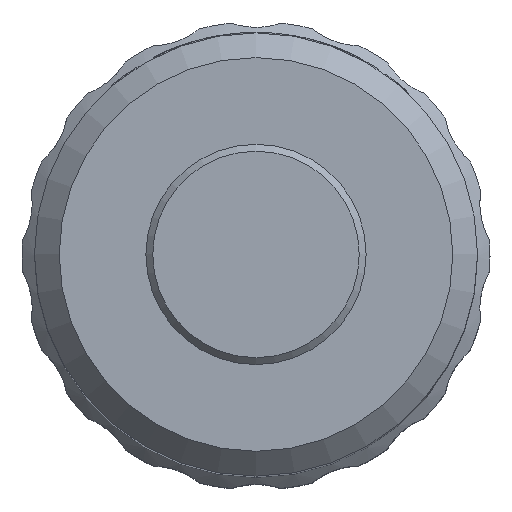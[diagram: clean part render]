
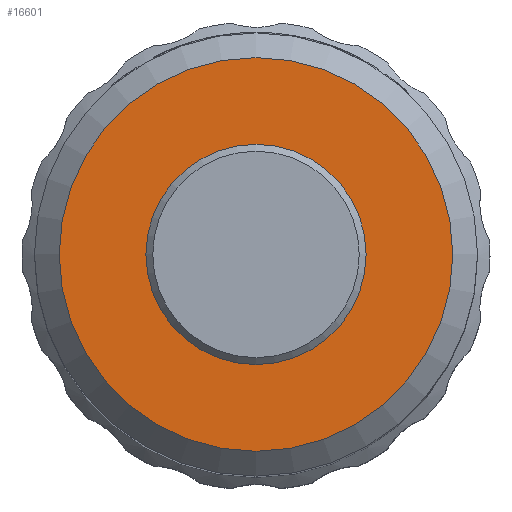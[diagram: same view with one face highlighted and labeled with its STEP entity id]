
A CAD part, top view. The second image highlights one B-rep face of the part: STEP entity #16601.
In plain terms, the highlighted planar face has unit normal (0, 0, 1).
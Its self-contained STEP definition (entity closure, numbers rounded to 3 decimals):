
#1815 = ORIENTED_EDGE ( 'NONE', *, *, #35009, .F. ) ;
#3499 = EDGE_LOOP ( 'NONE', ( #5206 ) ) ;
#5206 = ORIENTED_EDGE ( 'NONE', *, *, #23998, .T. ) ;
#6175 = VERTEX_POINT ( 'NONE', #34072 ) ;
#6959 = CARTESIAN_POINT ( 'NONE',  ( 0., 0., 97.6 ) ) ;
#9714 = DIRECTION ( 'NONE',  ( 0., 0., 1. ) ) ;
#10042 = VERTEX_POINT ( 'NONE', #11827 ) ;
#10312 = DIRECTION ( 'NONE',  ( 1., 0., 0. ) ) ;
#11827 = CARTESIAN_POINT ( 'NONE',  ( 14.3, 0., 97.6 ) ) ;
#16601 = ADVANCED_FACE ( 'NONE', ( #34959, #19921 ), #19054, .T. ) ;
#18680 = CARTESIAN_POINT ( 'NONE',  ( 0., 0., 97.6 ) ) ;
#19054 = PLANE ( 'NONE',  #24443 ) ;
#19921 = FACE_BOUND ( 'NONE', #26644, .T. ) ;
#23998 = EDGE_CURVE ( 'NONE', #10042, #10042, #32152, .T. ) ;
#24323 = DIRECTION ( 'NONE',  ( 0., 0., 1. ) ) ;
#24443 = AXIS2_PLACEMENT_3D ( 'NONE', #18680, #24323, #26847 ) ;
#25262 = DIRECTION ( 'NONE',  ( 0., 0., 1. ) ) ;
#26644 = EDGE_LOOP ( 'NONE', ( #1815 ) ) ;
#26847 = DIRECTION ( 'NONE',  ( 1., 0., 0. ) ) ;
#26894 = AXIS2_PLACEMENT_3D ( 'NONE', #28168, #25262, #28049 ) ;
#28049 = DIRECTION ( 'NONE',  ( 1., 0., 0. ) ) ;
#28168 = CARTESIAN_POINT ( 'NONE',  ( 0., 0., 97.6 ) ) ;
#31140 = CIRCLE ( 'NONE', #35503, 8. ) ;
#32152 = CIRCLE ( 'NONE', #26894, 14.3 ) ;
#34072 = CARTESIAN_POINT ( 'NONE',  ( 8., 0., 97.6 ) ) ;
#34959 = FACE_OUTER_BOUND ( 'NONE', #3499, .T. ) ;
#35009 = EDGE_CURVE ( 'NONE', #6175, #6175, #31140, .T. ) ;
#35503 = AXIS2_PLACEMENT_3D ( 'NONE', #6959, #9714, #10312 ) ;
